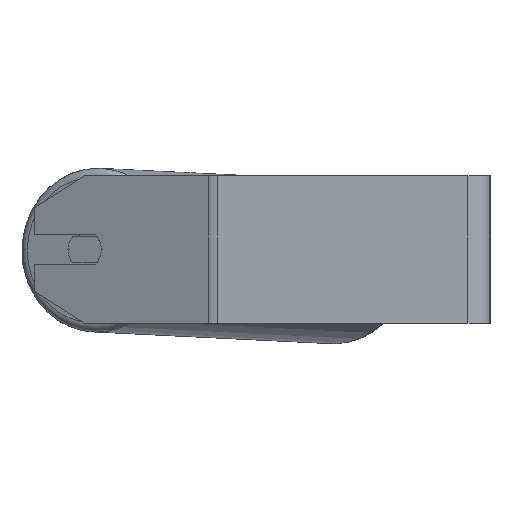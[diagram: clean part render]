
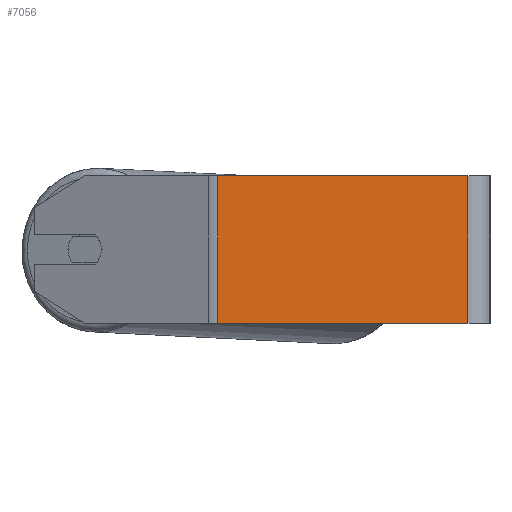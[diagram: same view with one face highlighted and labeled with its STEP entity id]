
A CAD part, left-side view. The second image highlights one B-rep face of the part: STEP entity #7056.
In plain terms, the highlighted planar face has unit normal (-1, 0, 0).
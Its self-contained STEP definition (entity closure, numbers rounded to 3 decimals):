
#328 = ORIENTED_EDGE ( 'NONE', *, *, #2897, .F. ) ;
#576 = VERTEX_POINT ( 'NONE', #5801 ) ;
#580 = CARTESIAN_POINT ( 'NONE',  ( -350., 147.751, 40. ) ) ;
#1303 = DIRECTION ( 'NONE',  ( 0., 0., -1. ) ) ;
#1691 = DIRECTION ( 'NONE',  ( 0., 0., -1. ) ) ;
#1828 = CARTESIAN_POINT ( 'NONE',  ( -350., 150.411, 40. ) ) ;
#1945 = VECTOR ( 'NONE', #2838, 1000. ) ;
#2448 = EDGE_CURVE ( 'NONE', #3303, #4339, #6960, .T. ) ;
#2484 = DIRECTION ( 'NONE',  ( 0., -1., 0. ) ) ;
#2838 = DIRECTION ( 'NONE',  ( 0., 0., -1. ) ) ;
#2868 = CARTESIAN_POINT ( 'NONE',  ( -350., 150.411, 40. ) ) ;
#2897 = EDGE_CURVE ( 'NONE', #4339, #576, #4669, .T. ) ;
#2921 = CARTESIAN_POINT ( 'NONE',  ( -350., 150.411, -40. ) ) ;
#3070 = LINE ( 'NONE', #2921, #3795 ) ;
#3303 = VERTEX_POINT ( 'NONE', #3657 ) ;
#3462 = VERTEX_POINT ( 'NONE', #7206 ) ;
#3657 = CARTESIAN_POINT ( 'NONE',  ( -350., 147.751, 40. ) ) ;
#3697 = ORIENTED_EDGE ( 'NONE', *, *, #2448, .F. ) ;
#3767 = EDGE_LOOP ( 'NONE', ( #5017, #328, #3697, #7303 ) ) ;
#3795 = VECTOR ( 'NONE', #2484, 1000. ) ;
#3857 = LINE ( 'NONE', #580, #1945 ) ;
#4325 = CARTESIAN_POINT ( 'NONE',  ( -350., 12., 40. ) ) ;
#4339 = VERTEX_POINT ( 'NONE', #4325 ) ;
#4669 = LINE ( 'NONE', #6331, #5067 ) ;
#5017 = ORIENTED_EDGE ( 'NONE', *, *, #5741, .T. ) ;
#5067 = VECTOR ( 'NONE', #1303, 1000. ) ;
#5125 = DIRECTION ( 'NONE',  ( 1., 0., 0. ) ) ;
#5314 = VECTOR ( 'NONE', #5337, 1000. ) ;
#5337 = DIRECTION ( 'NONE',  ( 0., -1., 0. ) ) ;
#5569 = PLANE ( 'NONE',  #5603 ) ;
#5603 = AXIS2_PLACEMENT_3D ( 'NONE', #2868, #5125, #1691 ) ;
#5741 = EDGE_CURVE ( 'NONE', #3462, #576, #3070, .T. ) ;
#5801 = CARTESIAN_POINT ( 'NONE',  ( -350., 12., -40. ) ) ;
#6099 = EDGE_CURVE ( 'NONE', #3303, #3462, #3857, .T. ) ;
#6276 = FACE_OUTER_BOUND ( 'NONE', #3767, .T. ) ;
#6331 = CARTESIAN_POINT ( 'NONE',  ( -350., 12., 40. ) ) ;
#6960 = LINE ( 'NONE', #1828, #5314 ) ;
#7056 = ADVANCED_FACE ( 'NONE', ( #6276 ), #5569, .F. ) ;
#7206 = CARTESIAN_POINT ( 'NONE',  ( -350., 147.751, -40. ) ) ;
#7303 = ORIENTED_EDGE ( 'NONE', *, *, #6099, .T. ) ;
